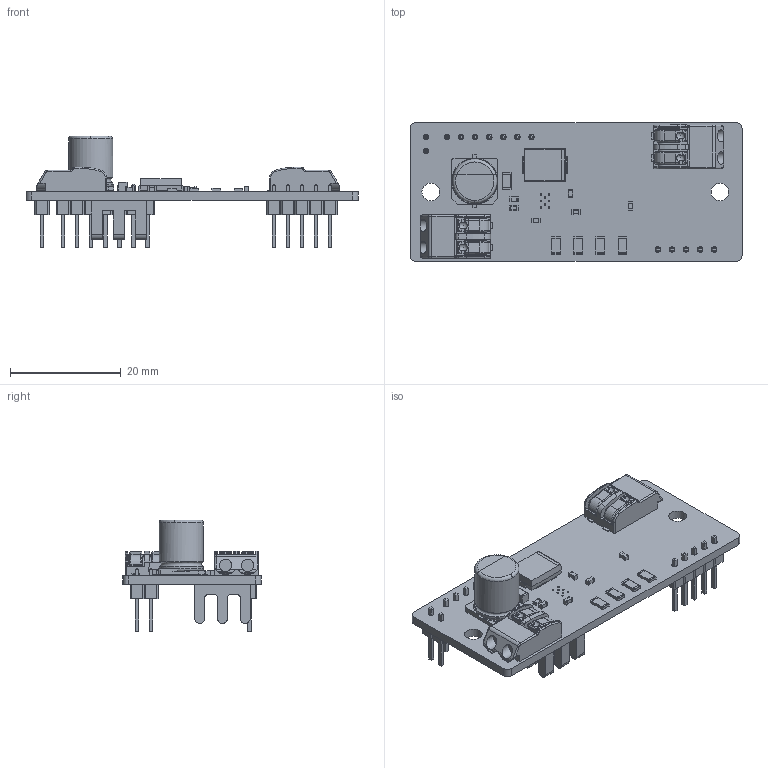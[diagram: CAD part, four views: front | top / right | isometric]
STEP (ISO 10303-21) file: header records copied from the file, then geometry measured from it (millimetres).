
FILE_DESCRIPTION(('KiCad electronic assembly'),'2;1');
FILE_NAME('a6211.step','2025-01-14T16:20:27',('Pcbnew'),('Kicad'), 'Open CASCADE STEP processor 7.8','KiCad to STEP converter','Unknown' );
FILE_SCHEMA(('AUTOMOTIVE_DESIGN { 1 0 10303 214 1 1 1 1 }'));
Length unit declared in the file: millimetre
Products named in the file (24): a6211 1; C_0603_1608Metric; R_1206_3216Metric; C_1206_3216Metric; CP_Elec_8x10; 2060-452_998-404; 2060-452/998-404; D_SMC; R_0603_1608Metric; HSB02-101007; PinHeader_1x02_P2.54mm_Vertical; PinHeader_1x02_P254mm_Vertical; PinHeader_1x05_P2.54mm_Vertical; PinHeader_1x05_P254mm_Vertical; PinHeader_1x07_P2.54mm_Vertical; PinHeader_1x07_P254mm_Vertical; a6211_PCB
Assembly tree (31 placements, depth 3):
  a6211 1
    C_0603_1608Metric  x5
      C_0603_1608Metric
    R_1206_3216Metric  x4
      R_1206_3216Metric
    C_1206_3216Metric
      C_1206_3216Metric
    CP_Elec_8x10
      CP_Elec_8x10
    2060-452_998-404  x2
      2060-452/998-404
    D_SMC
      D_SMC
    R_0603_1608Metric
      R_0603_1608Metric
    HSB02-101007
      HSB02-101007
    PinHeader_1x02_P2.54mm_Vertical
      PinHeader_1x02_P254mm_Vertical
    PinHeader_1x05_P2.54mm_Vertical
      PinHeader_1x05_P254mm_Vertical
    PinHeader_1x07_P2.54mm_Vertical
      PinHeader_1x07_P254mm_Vertical
    a6211_PCB
Bounding box: 60 x 25 x 20.24 mm (x, y, z)
Volume: 4181.2 mm3; surface area: 6485.5 mm2
Topology: 20 solids, 20 shells, 1301 faces, 3387 edges, 2169 vertices
Faces by surface type: plane 879, cylinder 349, torus 44, bspline 12, sphere 12, revolution 5
Full cylindrical faces by diameter (mm): 0.3 x8, 1 x14, 2.25 x4, 3.2 x2, 8 x2
Entity records: 32145 total; most frequent: CARTESIAN_POINT 4894, ORIENTED_EDGE 4442, DIRECTION 4356, EDGE_CURVE 2221, LINE 1737, VECTOR 1737, VERTEX_POINT 1419, AXIS2_PLACEMENT_3D 1308
